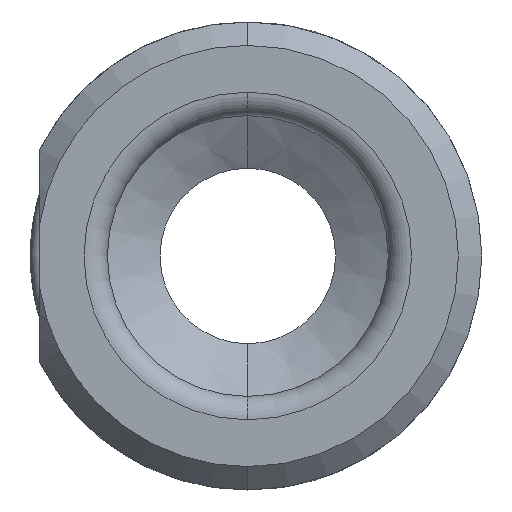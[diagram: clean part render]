
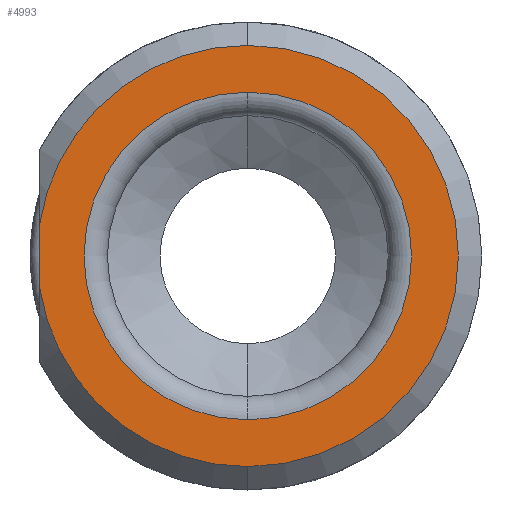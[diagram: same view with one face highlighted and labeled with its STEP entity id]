
A CAD part, left-side view. The second image highlights one B-rep face of the part: STEP entity #4993.
In plain terms, the highlighted planar face has unit normal (-1, 0, 0).
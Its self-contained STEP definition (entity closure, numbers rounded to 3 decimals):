
#305 = CIRCLE ( 'NONE', #3838, 9. ) ;
#334 = CIRCLE ( 'NONE', #3840, 7. ) ;
#370 = CIRCLE ( 'NONE', #3867, 9. ) ;
#743 = AXIS2_PLACEMENT_3D ( 'NONE', #6478, #6503, #6480 ) ;
#789 = VERTEX_POINT ( 'NONE', #8504 ) ;
#877 = VERTEX_POINT ( 'NONE', #8706 ) ;
#968 = VERTEX_POINT ( 'NONE', #8881 ) ;
#978 = VERTEX_POINT ( 'NONE', #8795 ) ;
#995 = VERTEX_POINT ( 'NONE', #8830 ) ;
#1003 = VERTEX_POINT ( 'NONE', #8907 ) ;
#1431 = EDGE_LOOP ( 'NONE', ( #1728, #1704 ) ) ;
#1497 = EDGE_LOOP ( 'NONE', ( #1692, #1696, #1631, #1661 ) ) ;
#1631 = ORIENTED_EDGE ( 'NONE', *, *, #4501, .T. ) ;
#1661 = ORIENTED_EDGE ( 'NONE', *, *, #4588, .F. ) ;
#1692 = ORIENTED_EDGE ( 'NONE', *, *, #4593, .T. ) ;
#1696 = ORIENTED_EDGE ( 'NONE', *, *, #4470, .T. ) ;
#1704 = ORIENTED_EDGE ( 'NONE', *, *, #4616, .T. ) ;
#1728 = ORIENTED_EDGE ( 'NONE', *, *, #4488, .T. ) ;
#3838 = AXIS2_PLACEMENT_3D ( 'NONE', #8974, #8935, #8996 ) ;
#3840 = AXIS2_PLACEMENT_3D ( 'NONE', #9294, #9217, #9293 ) ;
#3854 = AXIS2_PLACEMENT_3D ( 'NONE', #7879, #7858, #7898 ) ;
#3856 = AXIS2_PLACEMENT_3D ( 'NONE', #8535, #8552, #8554 ) ;
#3867 = AXIS2_PLACEMENT_3D ( 'NONE', #9353, #9387, #9343 ) ;
#3969 = CIRCLE ( 'NONE', #3854, 9. ) ;
#4008 = CIRCLE ( 'NONE', #3856, 7. ) ;
#4176 = LINE ( 'NONE', #7846, #4184 ) ;
#4184 = VECTOR ( 'NONE', #7845, 1000. ) ;
#4470 = EDGE_CURVE ( 'NONE', #995, #978, #305, .T. ) ;
#4488 = EDGE_CURVE ( 'NONE', #1003, #968, #334, .T. ) ;
#4501 = EDGE_CURVE ( 'NONE', #978, #789, #370, .T. ) ;
#4588 = EDGE_CURVE ( 'NONE', #877, #789, #4176, .T. ) ;
#4593 = EDGE_CURVE ( 'NONE', #877, #995, #3969, .T. ) ;
#4616 = EDGE_CURVE ( 'NONE', #968, #1003, #4008, .T. ) ;
#4680 = FACE_BOUND ( 'NONE', #1431, .T. ) ;
#4706 = FACE_OUTER_BOUND ( 'NONE', #1497, .T. ) ;
#4993 = ADVANCED_FACE ( 'NONE', ( #4680, #4706 ), #6471, .F. ) ;
#6471 = PLANE ( 'NONE',  #743 ) ;
#6478 = CARTESIAN_POINT ( 'NONE',  ( 0., 0., 0. ) ) ;
#6480 = DIRECTION ( 'NONE',  ( 0., 0., -1. ) ) ;
#6503 = DIRECTION ( 'NONE',  ( 1., 0., 0. ) ) ;
#7845 = DIRECTION ( 'NONE',  ( 0., 0., 1. ) ) ;
#7846 = CARTESIAN_POINT ( 'NONE',  ( 0., 8.9, -10. ) ) ;
#7858 = DIRECTION ( 'NONE',  ( -1., 0., 0. ) ) ;
#7879 = CARTESIAN_POINT ( 'NONE',  ( 0., 0., 0. ) ) ;
#7898 = DIRECTION ( 'NONE',  ( 0., 0., 1. ) ) ;
#8504 = CARTESIAN_POINT ( 'NONE',  ( 0., 8.9, 1.338 ) ) ;
#8535 = CARTESIAN_POINT ( 'NONE',  ( 0., 0., 0. ) ) ;
#8552 = DIRECTION ( 'NONE',  ( 1., 0., 0. ) ) ;
#8554 = DIRECTION ( 'NONE',  ( 0., 0., -1. ) ) ;
#8706 = CARTESIAN_POINT ( 'NONE',  ( 0., 8.9, -1.338 ) ) ;
#8795 = CARTESIAN_POINT ( 'NONE',  ( 0., 0., 9. ) ) ;
#8830 = CARTESIAN_POINT ( 'NONE',  ( 0., 0., -9. ) ) ;
#8881 = CARTESIAN_POINT ( 'NONE',  ( 0., 0., 7. ) ) ;
#8907 = CARTESIAN_POINT ( 'NONE',  ( 0., 0., -7. ) ) ;
#8935 = DIRECTION ( 'NONE',  ( -1., 0., 0. ) ) ;
#8974 = CARTESIAN_POINT ( 'NONE',  ( 0., 0., 0. ) ) ;
#8996 = DIRECTION ( 'NONE',  ( 0., 0., 1. ) ) ;
#9217 = DIRECTION ( 'NONE',  ( 1., 0., 0. ) ) ;
#9293 = DIRECTION ( 'NONE',  ( 0., 0., -1. ) ) ;
#9294 = CARTESIAN_POINT ( 'NONE',  ( 0., 0., 0. ) ) ;
#9343 = DIRECTION ( 'NONE',  ( 0., 0., 1. ) ) ;
#9353 = CARTESIAN_POINT ( 'NONE',  ( 0., 0., 0. ) ) ;
#9387 = DIRECTION ( 'NONE',  ( -1., 0., 0. ) ) ;
